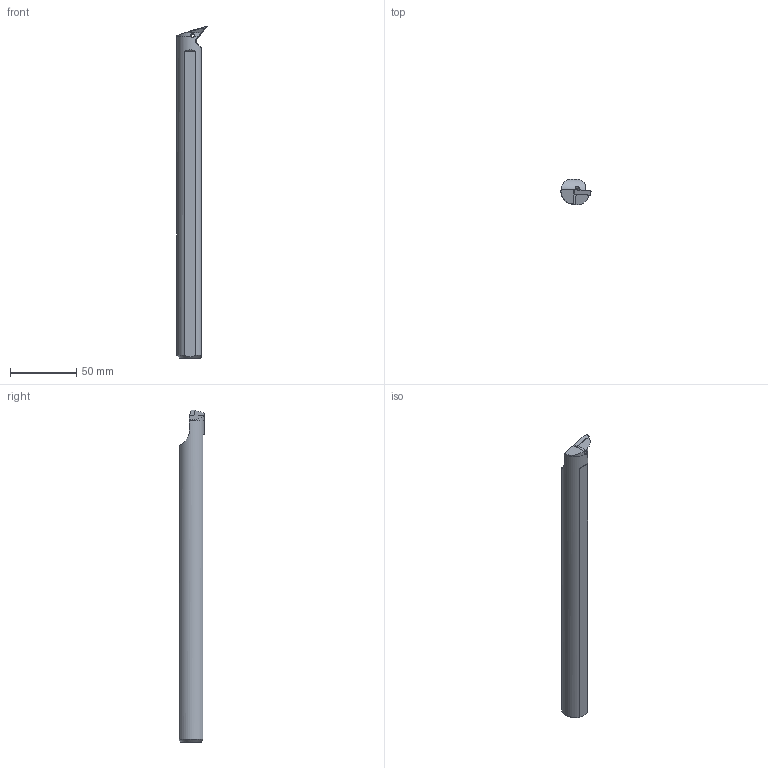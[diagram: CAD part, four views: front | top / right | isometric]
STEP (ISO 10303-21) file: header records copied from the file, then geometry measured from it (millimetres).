
FILE_DESCRIPTION(/* description */ (''),/* implementation_level */ '2;1');
FILE_NAME(/* name */ 'A20S_SVQCR13_114141683ndi000_00_SIM.stp',/* time_stamp */ '2021-12-06T13:49:43+01:00',/* author */ (''),/* organization */ (''),/* preprocessor_version */ 'ST-DEVELOPER v16.7',/* originating_system */ 'SIEMENS PLM Software NX 12.0',/* authorisation */ '');
FILE_SCHEMA (('AUTOMOTIVE_DESIGN { 1 0 10303 214 3 1 1 1 }'));
Length unit declared in the file: millimetre
Products named in the file (1): fo3407980303okom
Bounding box: 22.88 x 19.4 x 251.25 mm (x, y, z)
Volume: 62571.6 mm3; surface area: 20107.9 mm2
Topology: 2 solids, 2 shells, 60 faces, 175 edges, 114 vertices
Faces by surface type: plane 32, cylinder 15, cone 12, extrusion 1
Full cylindrical faces by diameter (mm): 2.5 x1, 3 x1, 3.4 x1, 3.5 x2, 6 x1
Entity records: 2076 total; most frequent: CARTESIAN_POINT 561, ORIENTED_EDGE 302, DIRECTION 300, EDGE_CURVE 151, AXIS2_PLACEMENT_3D 113, VERTEX_POINT 105, VECTOR 74, EDGE_LOOP 74
